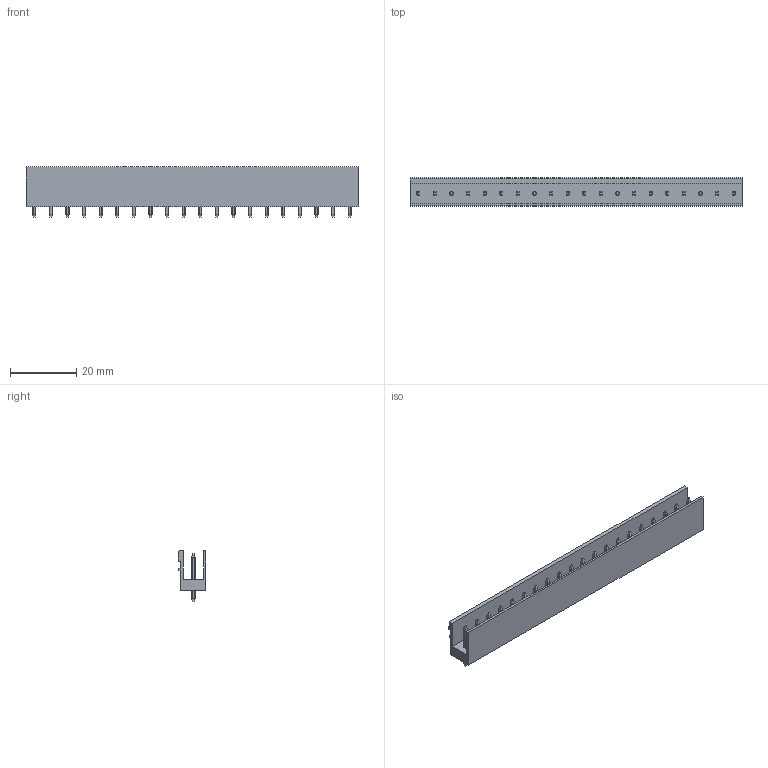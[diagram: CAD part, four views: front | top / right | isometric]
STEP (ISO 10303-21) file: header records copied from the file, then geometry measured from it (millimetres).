
FILE_DESCRIPTION(('CATIA V5 STEP Exchange','CAx-IF Rec.Pracs.--- Model Styling and Organization---1.2---2011-12-15'),'2;1');
FILE_NAME ('D1452954_0_1581500000_1581500000.stp','2018-10-19T08:15:03+00:00',('none'),('Weidmueller'),'CATIA Version 5-6 Release 2014','CATIA V5 STEP AP214','none');
FILE_SCHEMA(('AUTOMOTIVE_DESIGN { 1 0 10303 214 1 1 1 1 }'));
Length unit declared in the file: millimetre
Products named in the file (1): 1581500000
Bounding box: 100 x 8.43 x 15.2 mm (x, y, z)
Volume: 4402.1 mm3; surface area: 7193.7 mm2
Topology: 21 solids, 21 shells, 539 faces, 1491 edges, 994 vertices
Faces by surface type: plane 377, cylinder 162
Entity records: 16159 total; most frequent: CARTESIAN_POINT 3994, ORIENTED_EDGE 2982, DIRECTION 1707, EDGE_CURVE 1491, VECTOR 1007, LINE 1007, VERTEX_POINT 994, EDGE_LOOP 579
